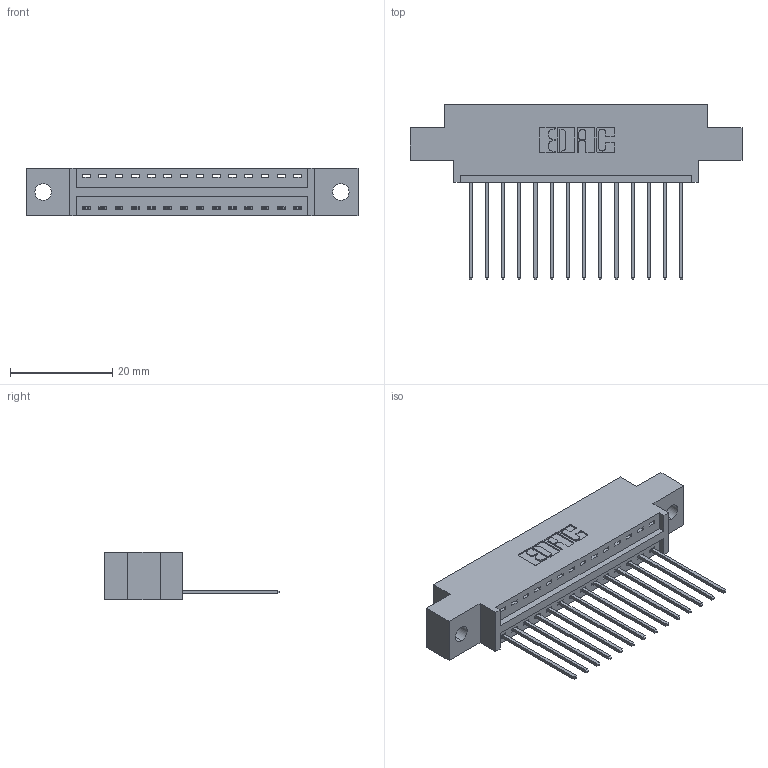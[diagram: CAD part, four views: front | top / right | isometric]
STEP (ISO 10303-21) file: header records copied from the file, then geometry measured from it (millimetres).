
FILE_DESCRIPTION (( 'STEP AP203' ), '1' );
FILE_NAME ('396-014-541-602.STEP', '2019-10-26T17:04:56', ( '' ), ( '' ), 'SwSTEP 2.0', 'SolidWorks 2016', '' );
FILE_SCHEMA (( 'CONFIG_CONTROL_DESIGN' ));
Length unit declared in the file: inch
Products named in the file (3): 346 Part_0.170 Offset - 0.128 Dia; 345-292-001_345-293-141; 396-014-541-602
Assembly tree (15 placements, depth 2):
  396-014-541-602
    346 Part_0.170 Offset - 0.128 Dia
    345-292-001_345-293-141  x14
Bounding box: 65.02 x 34.29 x 9.4 mm (x, y, z)
Volume: 5886.2 mm3; surface area: 7219.9 mm2
Topology: 15 solids, 15 shells, 938 faces, 2805 edges, 1850 vertices
Faces by surface type: plane 640, cylinder 298
Entity records: 12611 total; most frequent: CARTESIAN_POINT 2178, ORIENTED_EDGE 2126, DIRECTION 1955, EDGE_CURVE 1063, VECTOR 875, LINE 875, VERTEX_POINT 706, AXIS2_PLACEMENT_3D 540
